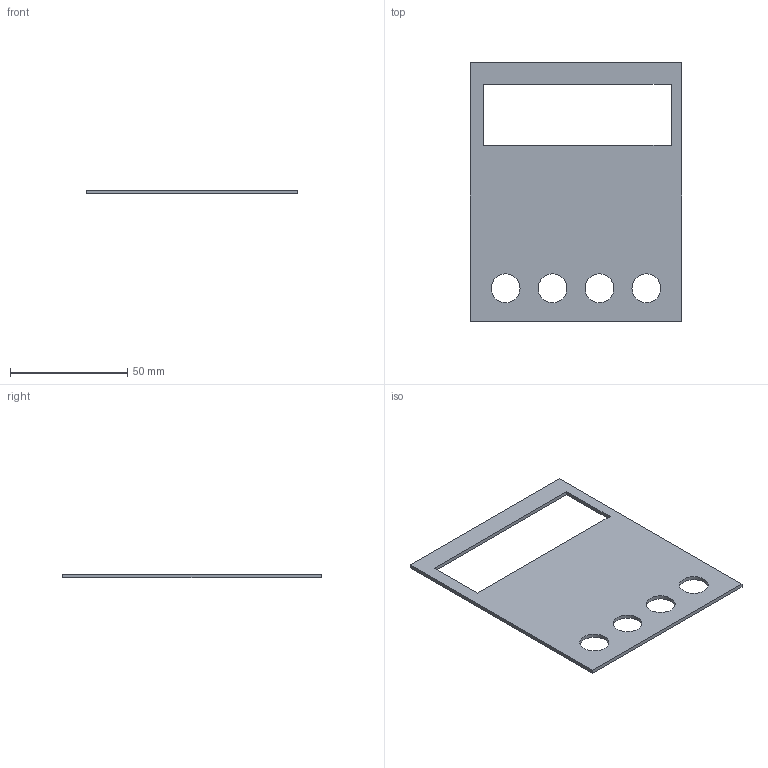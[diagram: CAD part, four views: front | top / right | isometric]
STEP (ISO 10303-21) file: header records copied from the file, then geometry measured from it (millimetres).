
FILE_DESCRIPTION(('FreeCAD Model'),'2;1');
FILE_NAME('foil_controller_panel_ref_1.step','2020-12-12T14:54:05',(''),(''), 'Open CASCADE STEP processor 7.3','FreeCAD','Unknown');
FILE_SCHEMA(('AUTOMOTIVE_DESIGN { 1 0 10303 214 1 1 1 1 }'));
Length unit declared in the file: millimetre
Products named in the file (6): foil_controller_panel; Board_Geoms_6699; Local_CS_6699; Pcb_6699; PCB_Sketch_6699; Step_Models_6699
Assembly tree (5 placements, depth 3):
  foil_controller_panel
    Board_Geoms_6699
      Local_CS_6699
      Pcb_6699
      PCB_Sketch_6699
    Step_Models_6699
Bounding box: 90 x 110 x 1.6 mm (x, y, z)
Volume: 11751.5 mm3; surface area: 15915.9 mm2
Topology: 1 solids, 1 shells, 14 faces, 44 edges, 40 vertices
Faces by surface type: plane 10, cylinder 4
Full cylindrical faces by diameter (mm): 12.3 x4
Entity records: 637 total; most frequent: CARTESIAN_POINT 104, DIRECTION 92, ORIENTED_EDGE 72, EDGE_CURVE 36, LINE 36, VECTOR 36, AXIS2_PLACEMENT_3D 28, FACE_BOUND 24
